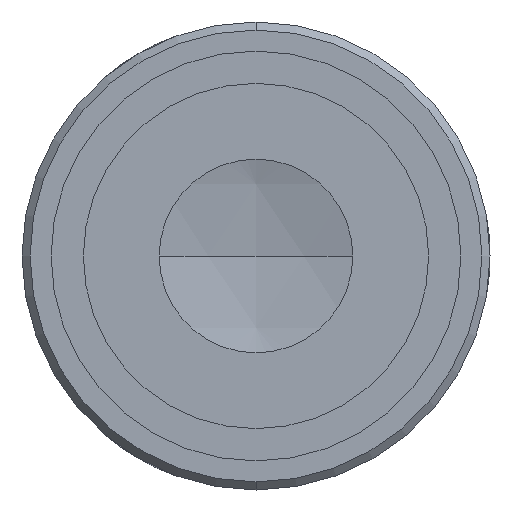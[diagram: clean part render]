
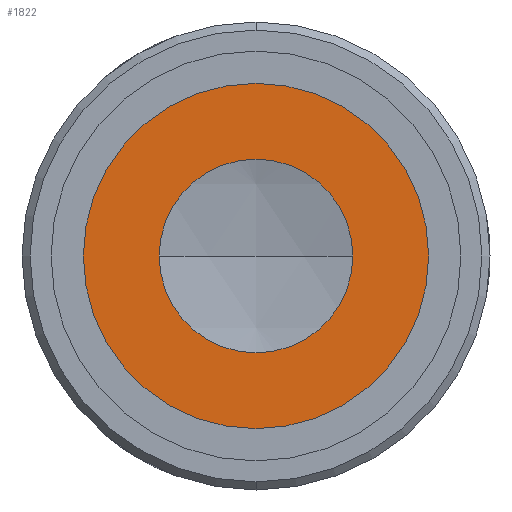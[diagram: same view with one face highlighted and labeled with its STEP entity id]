
A CAD part, front view. The second image highlights one B-rep face of the part: STEP entity #1822.
In plain terms, the highlighted planar face has unit normal (0, -1, 0).
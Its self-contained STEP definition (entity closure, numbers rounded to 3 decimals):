
#89 = EDGE_LOOP ( 'NONE', ( #794, #374 ) ) ;
#204 = AXIS2_PLACEMENT_3D ( 'NONE', #1098, #936, #931 ) ;
#228 = DIRECTION ( 'NONE',  ( 0., 1., 0. ) ) ;
#255 = EDGE_CURVE ( 'NONE', #1224, #1776, #1837, .T. ) ;
#291 = AXIS2_PLACEMENT_3D ( 'NONE', #633, #627, #616 ) ;
#306 = AXIS2_PLACEMENT_3D ( 'NONE', #368, #446, #409 ) ;
#308 = CIRCLE ( 'NONE', #306, 11.5 ) ;
#368 = CARTESIAN_POINT ( 'NONE',  ( 0., -80.03, 0. ) ) ;
#374 = ORIENTED_EDGE ( 'NONE', *, *, #559, .T. ) ;
#409 = DIRECTION ( 'NONE',  ( 0., 0., 1. ) ) ;
#446 = DIRECTION ( 'NONE',  ( 0., 1., 0. ) ) ;
#559 = EDGE_CURVE ( 'NONE', #1776, #1224, #1557, .T. ) ;
#616 = DIRECTION ( 'NONE',  ( 0., 0., 1. ) ) ;
#617 = DIRECTION ( 'NONE',  ( 0., 1., 0. ) ) ;
#627 = DIRECTION ( 'NONE',  ( 0., 1., 0. ) ) ;
#632 = DIRECTION ( 'NONE',  ( 0., 0., 1. ) ) ;
#633 = CARTESIAN_POINT ( 'NONE',  ( 0., -80.03, 0. ) ) ;
#654 = FACE_OUTER_BOUND ( 'NONE', #1745, .T. ) ;
#656 = ORIENTED_EDGE ( 'NONE', *, *, #1522, .F. ) ;
#712 = CARTESIAN_POINT ( 'NONE',  ( 0., -80.03, 0. ) ) ;
#759 = FACE_BOUND ( 'NONE', #89, .T. ) ;
#794 = ORIENTED_EDGE ( 'NONE', *, *, #255, .T. ) ;
#814 = CARTESIAN_POINT ( 'NONE',  ( 0., -80.03, 11.5 ) ) ;
#820 = VERTEX_POINT ( 'NONE', #814 ) ;
#882 = EDGE_CURVE ( 'NONE', #1775, #820, #308, .T. ) ;
#931 = DIRECTION ( 'NONE',  ( 0., 0., -1. ) ) ;
#936 = DIRECTION ( 'NONE',  ( 0., -1., 0. ) ) ;
#962 = PLANE ( 'NONE',  #204 ) ;
#1073 = CARTESIAN_POINT ( 'NONE',  ( 0., -80.03, 0. ) ) ;
#1098 = CARTESIAN_POINT ( 'NONE',  ( -11.5, -80.03, 0. ) ) ;
#1173 = CARTESIAN_POINT ( 'NONE',  ( 0., -80.03, -6. ) ) ;
#1224 = VERTEX_POINT ( 'NONE', #1564 ) ;
#1464 = CARTESIAN_POINT ( 'NONE',  ( 0., -80.03, -11.5 ) ) ;
#1467 = DIRECTION ( 'NONE',  ( 0., 0., 1. ) ) ;
#1522 = EDGE_CURVE ( 'NONE', #820, #1775, #1546, .T. ) ;
#1546 = CIRCLE ( 'NONE', #291, 11.5 ) ;
#1557 = CIRCLE ( 'NONE', #1610, 6. ) ;
#1564 = CARTESIAN_POINT ( 'NONE',  ( 0., -80.03, 6. ) ) ;
#1610 = AXIS2_PLACEMENT_3D ( 'NONE', #1073, #228, #1467 ) ;
#1745 = EDGE_LOOP ( 'NONE', ( #656, #2016 ) ) ;
#1775 = VERTEX_POINT ( 'NONE', #1464 ) ;
#1776 = VERTEX_POINT ( 'NONE', #1173 ) ;
#1777 = AXIS2_PLACEMENT_3D ( 'NONE', #712, #617, #632 ) ;
#1822 = ADVANCED_FACE ( 'NONE', ( #759, #654 ), #962, .T. ) ;
#1837 = CIRCLE ( 'NONE', #1777, 6. ) ;
#2016 = ORIENTED_EDGE ( 'NONE', *, *, #882, .F. ) ;
